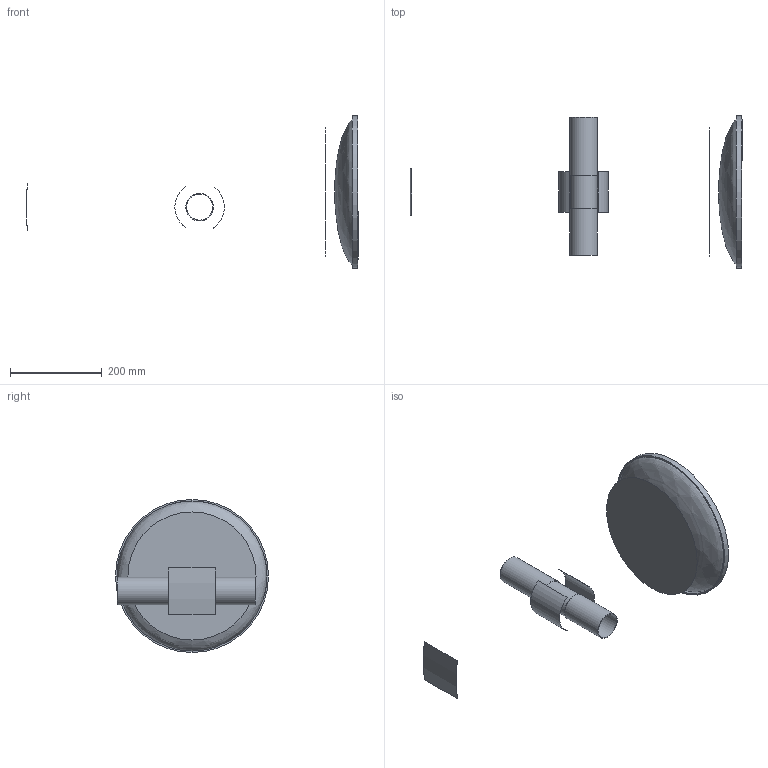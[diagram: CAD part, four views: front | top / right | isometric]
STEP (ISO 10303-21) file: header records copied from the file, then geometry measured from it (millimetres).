
FILE_DESCRIPTION(/* description */ (''),/* implementation_level */ '2;1');
FILE_NAME(/* name */ 'Beam Path Materials-Assembly.stp',/* time_stamp */ '2021-07-06T14:27:53-04:00',/* author */ ('xwei'),/* organization */ (''),/* preprocessor_version */ 'ST-DEVELOPER v18.1',/* originating_system */ 'Autodesk Inventor 2022',/* authorisation */ '');
FILE_SCHEMA (('AUTOMOTIVE_DESIGN { 1 0 10303 214 3 1 1 }'));
Length unit declared in the file: inch
Products named in the file (7): Beam Path Materials-Assembly; Upstream RS; Beam Path exit window; Downstream RS; Upstream RS_1; Pumpline-7inch; Inner RS Sheet_MIR1
Assembly tree (6 placements, depth 2):
  Beam Path Materials-Assembly
    Upstream RS
    Beam Path exit window
    Downstream RS
    Upstream RS_1
    Pumpline-7inch
    Inner RS Sheet_MIR1
Bounding box: 723.73 x 333.38 x 333.38 mm (x, y, z)
Volume: 130736.7 mm3; surface area: 523875.4 mm2
Topology: 7 solids, 7 shells, 38 faces, 71 edges, 48 vertices
Faces by surface type: plane 21, cylinder 14, bspline 3
Full cylindrical faces by diameter (mm): 50.802 x1, 56.825 x1, 57.13 x1, 60 x2, 279.4 x1, 327.025 x1, 333.375 x1
Entity records: 1314 total; most frequent: CARTESIAN_POINT 246, DIRECTION 202, ORIENTED_EDGE 138, AXIS2_PLACEMENT_3D 85, EDGE_CURVE 69, VERTEX_POINT 48, EDGE_LOOP 45, FACE_OUTER_BOUND 38
